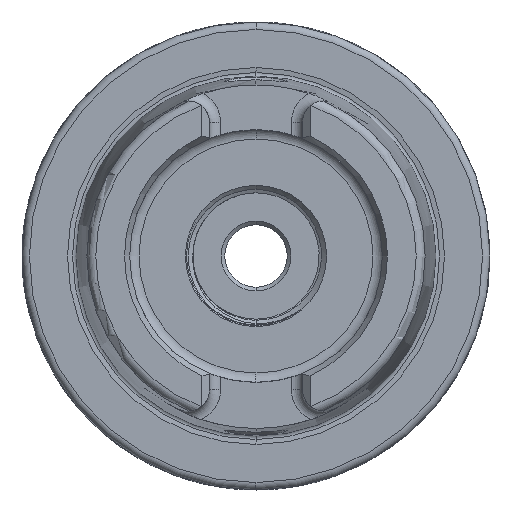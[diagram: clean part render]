
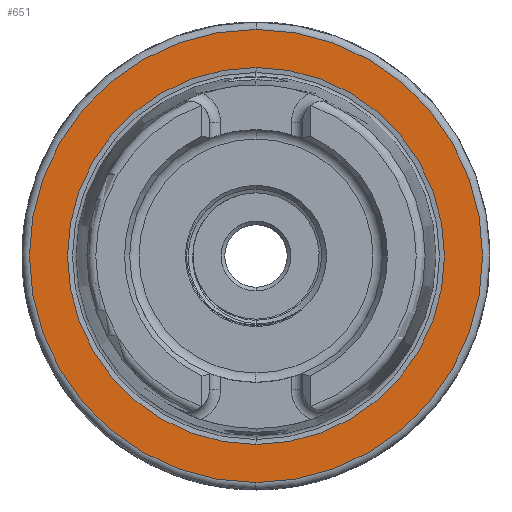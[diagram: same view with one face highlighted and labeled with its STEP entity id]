
A CAD part, left-side view. The second image highlights one B-rep face of the part: STEP entity #651.
In plain terms, the highlighted planar face has unit normal (-1, 0, 0).
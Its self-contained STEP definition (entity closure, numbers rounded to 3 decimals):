
#348 = AXIS2_PLACEMENT_3D ( 'NONE', #4399, #4400, #4401 ) ;
#349 = AXIS2_PLACEMENT_3D ( 'NONE', #4402, #4403, #4404 ) ;
#651 = ADVANCED_FACE ( 'NONE', ( #11320, #11323 ), #4041, .T. ) ;
#717 = EDGE_CURVE ( 'NONE', #13060, #13061, #5981, .T. ) ;
#718 = EDGE_CURVE ( 'NONE', #16736, #13057, #5982, .T. ) ;
#4041 = PLANE ( 'NONE',  #11325 ) ;
#4042 = CARTESIAN_POINT ( 'NONE',  ( 0., 25.369, 0. ) ) ;
#4043 = DIRECTION ( 'NONE',  ( -1., 0., 0. ) ) ;
#4044 = DIRECTION ( 'NONE',  ( 0., 0., 1. ) ) ;
#4399 = CARTESIAN_POINT ( 'NONE',  ( 0., 0., 0. ) ) ;
#4400 = DIRECTION ( 'NONE',  ( 1., 0., 0. ) ) ;
#4401 = DIRECTION ( 'NONE',  ( 0., 0., -1. ) ) ;
#4402 = CARTESIAN_POINT ( 'NONE',  ( 0., 0., 0. ) ) ;
#4403 = DIRECTION ( 'NONE',  ( -1., 0., 0. ) ) ;
#4404 = DIRECTION ( 'NONE',  ( 0., 0., 1. ) ) ;
#5981 = CIRCLE ( 'NONE', #348, 25.369 ) ;
#5982 = CIRCLE ( 'NONE', #349, 30.5 ) ;
#6082 = CIRCLE ( 'NONE', #7682, 25.369 ) ;
#7556 = CIRCLE ( 'NONE', #7697, 30.5 ) ;
#7682 = AXIS2_PLACEMENT_3D ( 'NONE', #9632, #9636, #9637 ) ;
#7697 = AXIS2_PLACEMENT_3D ( 'NONE', #9668, #9669, #9670 ) ;
#9632 = CARTESIAN_POINT ( 'NONE',  ( 0., 0., 0. ) ) ;
#9636 = DIRECTION ( 'NONE',  ( 1., 0., 0. ) ) ;
#9637 = DIRECTION ( 'NONE',  ( 0., 0., -1. ) ) ;
#9668 = CARTESIAN_POINT ( 'NONE',  ( 0., 0., 0. ) ) ;
#9669 = DIRECTION ( 'NONE',  ( -1., 0., 0. ) ) ;
#9670 = DIRECTION ( 'NONE',  ( 0., 0., 1. ) ) ;
#10976 = CARTESIAN_POINT ( 'NONE',  ( 0., 0., 30.5 ) ) ;
#10979 = CARTESIAN_POINT ( 'NONE',  ( 0., 0., -25.369 ) ) ;
#10980 = CARTESIAN_POINT ( 'NONE',  ( 0., 0., 25.369 ) ) ;
#11234 = CARTESIAN_POINT ( 'NONE',  ( 0., 0., -30.5 ) ) ;
#11320 = FACE_OUTER_BOUND ( 'NONE', #13256, .T. ) ;
#11323 = FACE_BOUND ( 'NONE', #13255, .T. ) ;
#11325 = AXIS2_PLACEMENT_3D ( 'NONE', #4042, #4043, #4044 ) ;
#12710 = EDGE_CURVE ( 'NONE', #13061, #13060, #6082, .T. ) ;
#12721 = EDGE_CURVE ( 'NONE', #13057, #16736, #7556, .T. ) ;
#13057 = VERTEX_POINT ( 'NONE', #10976 ) ;
#13060 = VERTEX_POINT ( 'NONE', #10979 ) ;
#13061 = VERTEX_POINT ( 'NONE', #10980 ) ;
#13255 = EDGE_LOOP ( 'NONE', ( #17248, #17247 ) ) ;
#13256 = EDGE_LOOP ( 'NONE', ( #17245, #17246 ) ) ;
#16736 = VERTEX_POINT ( 'NONE', #11234 ) ;
#17245 = ORIENTED_EDGE ( 'NONE', *, *, #12721, .T. ) ;
#17246 = ORIENTED_EDGE ( 'NONE', *, *, #718, .T. ) ;
#17247 = ORIENTED_EDGE ( 'NONE', *, *, #717, .T. ) ;
#17248 = ORIENTED_EDGE ( 'NONE', *, *, #12710, .T. ) ;
